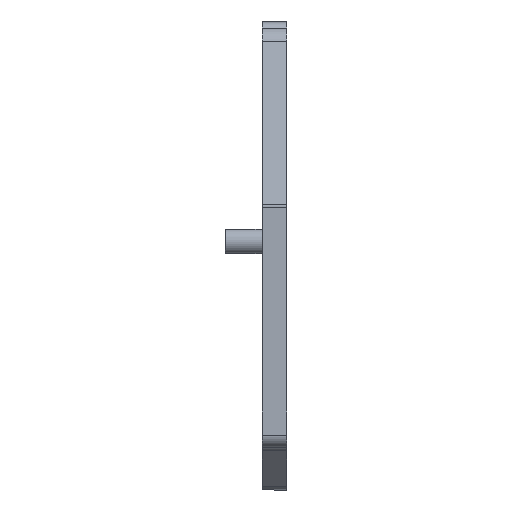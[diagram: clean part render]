
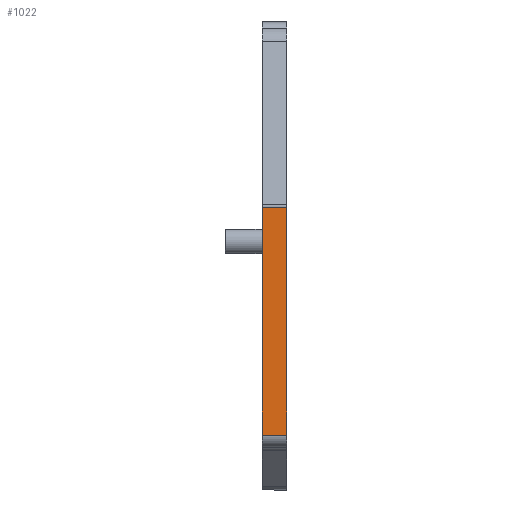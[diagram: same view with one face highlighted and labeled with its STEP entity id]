
A CAD part, front view. The second image highlights one B-rep face of the part: STEP entity #1022.
In plain terms, the highlighted planar face has unit normal (0, -1, 0).
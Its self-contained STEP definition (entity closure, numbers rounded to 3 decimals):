
#1002=AXIS2_PLACEMENT_3D('Plane Axis2P3D',#999,#1000,#1001) ;
#50=CARTESIAN_POINT('Vertex',(5.,0.,23.169)) ;
#53=CARTESIAN_POINT('Line Origine',(5.,0.,13.835)) ;
#57=CARTESIAN_POINT('Vertex',(5.,0.,4.5)) ;
#980=CARTESIAN_POINT('Line Origine',(4.,0.,4.5)) ;
#984=CARTESIAN_POINT('Vertex',(3.,0.,4.5)) ;
#999=CARTESIAN_POINT('Axis2P3D Location',(5.,0.,23.169)) ;
#1004=CARTESIAN_POINT('Line Origine',(4.,0.,23.169)) ;
#1008=CARTESIAN_POINT('Vertex',(3.,0.,23.169)) ;
#1011=CARTESIAN_POINT('Line Origine',(3.,0.,13.835)) ;
#54=DIRECTION('Vector Direction',(0.,0.,1.)) ;
#981=DIRECTION('Vector Direction',(-1.,0.,0.)) ;
#1000=DIRECTION('Axis2P3D Direction',(0.,1.,0.)) ;
#1001=DIRECTION('Axis2P3D XDirection',(1.,0.,0.)) ;
#1005=DIRECTION('Vector Direction',(-1.,0.,0.)) ;
#1012=DIRECTION('Vector Direction',(0.,0.,1.)) ;
#55=VECTOR('Line Direction',#54,1.) ;
#982=VECTOR('Line Direction',#981,1.) ;
#1006=VECTOR('Line Direction',#1005,1.) ;
#1013=VECTOR('Line Direction',#1012,1.) ;
#1017=ORIENTED_EDGE('',*,*,#59,.T.) ;
#1018=ORIENTED_EDGE('',*,*,#1010,.T.) ;
#1019=ORIENTED_EDGE('',*,*,#1015,.F.) ;
#1020=ORIENTED_EDGE('',*,*,#986,.F.) ;
#1022=ADVANCED_FACE('Koerper.2 ( *SOL1 - wsp *MASTER -  )',(#1021),#1003,.F.) ;
#59=EDGE_CURVE('',#58,#51,#56,.T.) ;
#986=EDGE_CURVE('',#58,#985,#983,.T.) ;
#1010=EDGE_CURVE('',#51,#1009,#1007,.T.) ;
#1015=EDGE_CURVE('',#985,#1009,#1014,.T.) ;
#1016=EDGE_LOOP('',(#1017,#1018,#1019,#1020)) ;
#1021=FACE_OUTER_BOUND('',#1016,.T.) ;
#56=LINE('Line',#53,#55) ;
#983=LINE('Line',#980,#982) ;
#1007=LINE('Line',#1004,#1006) ;
#1014=LINE('Line',#1011,#1013) ;
#1003=PLANE('',#1002) ;
#51=VERTEX_POINT('',#50) ;
#58=VERTEX_POINT('',#57) ;
#985=VERTEX_POINT('',#984) ;
#1009=VERTEX_POINT('',#1008) ;
